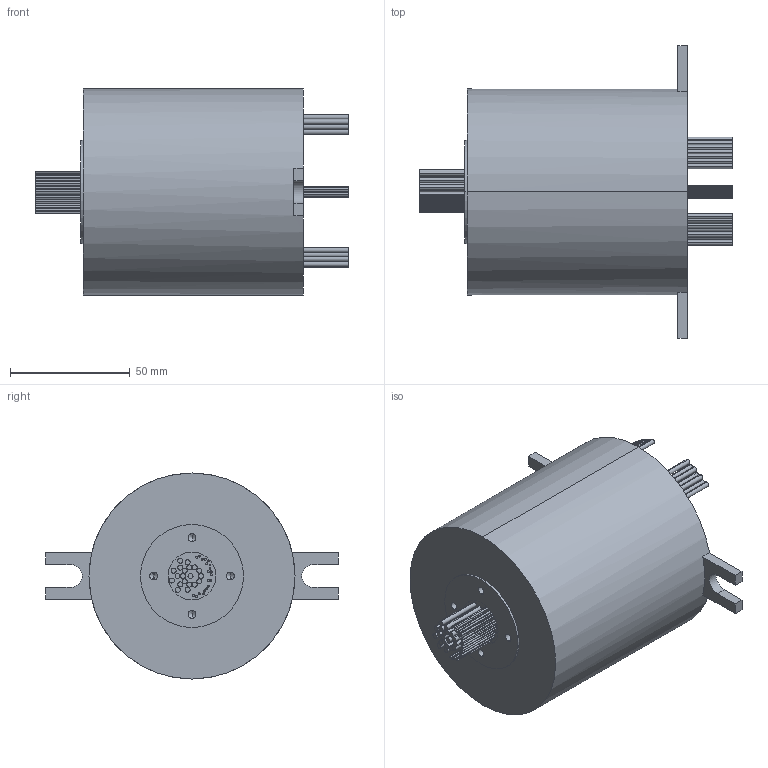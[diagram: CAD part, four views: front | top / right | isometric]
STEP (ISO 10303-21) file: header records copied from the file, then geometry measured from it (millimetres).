
FILE_DESCRIPTION (( 'STEP AP203' ), '1' );
FILE_NAME ('MZ086-P2010-S20-V01.STEP', '2020-08-06T01:43:06', ( 'gongcheng1' ), ( '' ), 'SwSTEP 2.0', 'SolidWorks 2014', '' );
FILE_SCHEMA (( 'CONFIG_CONTROL_DESIGN' ));
Length unit declared in the file: millimetre
Products named in the file (1): MZ086-P2010-S20-V01
Bounding box: 131 x 122 x 86 mm (x, y, z)
Volume: 539571.8 mm3; surface area: 46717.9 mm2
Topology: 1 solids, 1 shells, 339 faces, 725 edges, 466 vertices
Faces by surface type: cylinder 195, plane 120, cone 24
Entity records: 9286 total; most frequent: DIRECTION 1795, CARTESIAN_POINT 1515, ORIENTED_EDGE 1418, AXIS2_PLACEMENT_3D 746, EDGE_CURVE 709, VERTEX_POINT 466, EDGE_LOOP 433, CIRCLE 406
